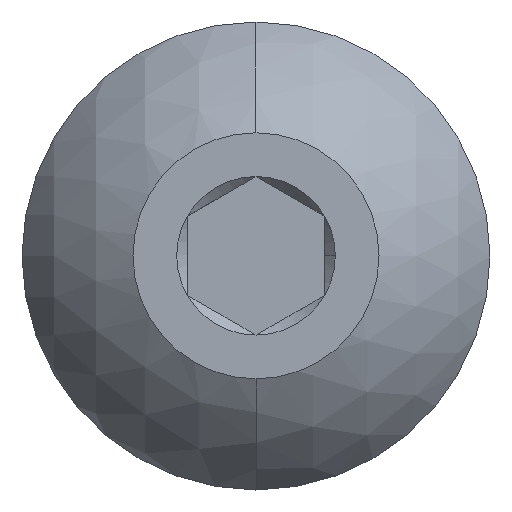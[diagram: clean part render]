
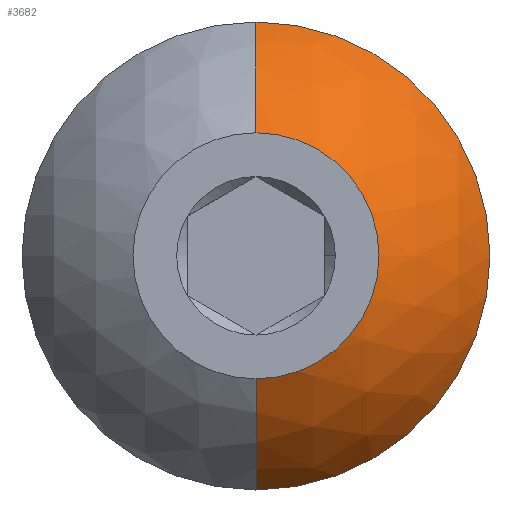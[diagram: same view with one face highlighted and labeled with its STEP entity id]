
A CAD part, top view. The second image highlights one B-rep face of the part: STEP entity #3682.
In plain terms, the highlighted spherical face has radius 3.065 mm.
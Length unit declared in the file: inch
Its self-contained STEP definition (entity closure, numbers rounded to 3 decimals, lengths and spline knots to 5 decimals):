
#553 = EDGE_LOOP ( 'NONE', ( #2685, #2553, #3427, #4953, #3644 ) ) ;
#571 = CARTESIAN_POINT ( 'NONE',  ( 0., 0.1065, -0.05015 ) ) ;
#588 = FACE_OUTER_BOUND ( 'NONE', #553, .T. ) ;
#591 = AXIS2_PLACEMENT_3D ( 'NONE', #1854, #3507, #5148 ) ;
#747 = EDGE_CURVE ( 'NONE', #5001, #5011, #3434, .T. ) ;
#814 = CARTESIAN_POINT ( 'NONE',  ( 0., -0.056, 0. ) ) ;
#853 = DIRECTION ( 'NONE',  ( 0., 0., 1. ) ) ;
#910 = AXIS2_PLACEMENT_3D ( 'NONE', #3389, #1815, #1307 ) ;
#1009 = VERTEX_POINT ( 'NONE', #571 ) ;
#1201 = AXIS2_PLACEMENT_3D ( 'NONE', #5122, #2267, #4740 ) ;
#1288 = CIRCLE ( 'NONE', #1201, 0.12067 ) ;
#1307 = DIRECTION ( 'NONE',  ( 0., 1., 0. ) ) ;
#1436 = CARTESIAN_POINT ( 'NONE',  ( 0., -0.1065, -0.05015 ) ) ;
#1572 = CARTESIAN_POINT ( 'NONE',  ( 0., 0., 0. ) ) ;
#1799 = AXIS2_PLACEMENT_3D ( 'NONE', #4134, #853, #4159 ) ;
#1815 = DIRECTION ( 'NONE',  ( 1., 0., 0. ) ) ;
#1854 = CARTESIAN_POINT ( 'NONE',  ( 0., 0., -0.05015 ) ) ;
#2098 = DIRECTION ( 'NONE',  ( 1., 0., 0. ) ) ;
#2267 = DIRECTION ( 'NONE',  ( -1., 0., 0. ) ) ;
#2497 = DIRECTION ( 'NONE',  ( 0., 0., 1. ) ) ;
#2553 = ORIENTED_EDGE ( 'NONE', *, *, #3498, .T. ) ;
#2645 = SPHERICAL_SURFACE ( 'NONE', #3181, 0.12067 ) ;
#2685 = ORIENTED_EDGE ( 'NONE', *, *, #4098, .T. ) ;
#2777 = VERTEX_POINT ( 'NONE', #2977 ) ;
#2977 = CARTESIAN_POINT ( 'NONE',  ( 0.1065, 0., -0.05015 ) ) ;
#3074 = DIRECTION ( 'NONE',  ( 1., 0., 0. ) ) ;
#3181 = AXIS2_PLACEMENT_3D ( 'NONE', #3515, #3074, #4378 ) ;
#3268 = CIRCLE ( 'NONE', #1799, 0.1065 ) ;
#3326 = CIRCLE ( 'NONE', #910, 0.12067 ) ;
#3331 = CARTESIAN_POINT ( 'NONE',  ( 0., 0.056, 0. ) ) ;
#3389 = CARTESIAN_POINT ( 'NONE',  ( 0., 0., -0.10689 ) ) ;
#3427 = ORIENTED_EDGE ( 'NONE', *, *, #4706, .T. ) ;
#3434 = CIRCLE ( 'NONE', #4981, 0.056 ) ;
#3467 = EDGE_CURVE ( 'NONE', #4936, #5001, #1288, .T. ) ;
#3498 = EDGE_CURVE ( 'NONE', #2777, #1009, #3880, .T. ) ;
#3507 = DIRECTION ( 'NONE',  ( 0., 0., 1. ) ) ;
#3515 = CARTESIAN_POINT ( 'NONE',  ( 0., 0., -0.10689 ) ) ;
#3644 = ORIENTED_EDGE ( 'NONE', *, *, #3467, .F. ) ;
#3682 = ADVANCED_FACE ( 'NONE', ( #588 ), #2645, .T. ) ;
#3880 = CIRCLE ( 'NONE', #591, 0.1065 ) ;
#4098 = EDGE_CURVE ( 'NONE', #4936, #2777, #3268, .T. ) ;
#4134 = CARTESIAN_POINT ( 'NONE',  ( 0., 0., -0.05015 ) ) ;
#4159 = DIRECTION ( 'NONE',  ( 1., 0., 0. ) ) ;
#4378 = DIRECTION ( 'NONE',  ( 0., -1., 0. ) ) ;
#4706 = EDGE_CURVE ( 'NONE', #1009, #5011, #3326, .T. ) ;
#4740 = DIRECTION ( 'NONE',  ( 0., -1., 0. ) ) ;
#4936 = VERTEX_POINT ( 'NONE', #1436 ) ;
#4953 = ORIENTED_EDGE ( 'NONE', *, *, #747, .F. ) ;
#4981 = AXIS2_PLACEMENT_3D ( 'NONE', #1572, #2497, #2098 ) ;
#5001 = VERTEX_POINT ( 'NONE', #814 ) ;
#5011 = VERTEX_POINT ( 'NONE', #3331 ) ;
#5122 = CARTESIAN_POINT ( 'NONE',  ( 0., 0., -0.10689 ) ) ;
#5148 = DIRECTION ( 'NONE',  ( 1., 0., 0. ) ) ;
